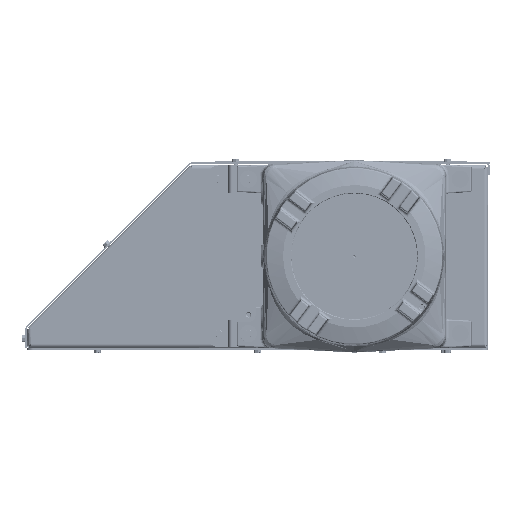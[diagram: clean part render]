
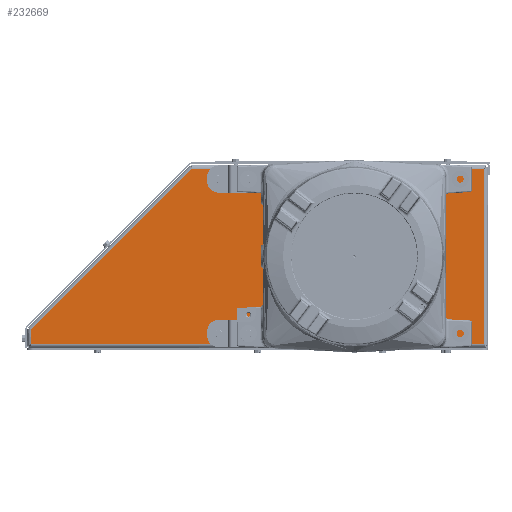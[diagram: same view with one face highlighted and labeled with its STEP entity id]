
A CAD part, left-side view. The second image highlights one B-rep face of the part: STEP entity #232669.
In plain terms, the highlighted planar face has unit normal (-1, 0, 0).
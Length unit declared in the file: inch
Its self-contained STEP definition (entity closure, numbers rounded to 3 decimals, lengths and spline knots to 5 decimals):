
#478 = DIRECTION ( 'NONE',  ( 0., 0., 1. ) ) ;
#1335 = ORIENTED_EDGE ( 'NONE', *, *, #82430, .F. ) ;
#6634 = ORIENTED_EDGE ( 'NONE', *, *, #579805, .T. ) ;
#14601 = CARTESIAN_POINT ( 'NONE',  ( -29.7455, -9.8906, -104.69812 ) ) ;
#18505 = DIRECTION ( 'NONE',  ( 0., 0., -1. ) ) ;
#19447 = LINE ( 'NONE', #401684, #491961 ) ;
#24589 = DIRECTION ( 'NONE',  ( 1., 0., 0. ) ) ;
#31369 = VERTEX_POINT ( 'NONE', #33618 ) ;
#33618 = CARTESIAN_POINT ( 'NONE',  ( -29.7455, 1.71115, -3.20387 ) ) ;
#36340 = CIRCLE ( 'NONE', #499551, 0.6875 ) ;
#37541 = CARTESIAN_POINT ( 'NONE',  ( -29.7455, -6.8153, 2.14238 ) ) ;
#37656 = FACE_OUTER_BOUND ( 'NONE', #462212, .T. ) ;
#43218 = CARTESIAN_POINT ( 'NONE',  ( -29.7455, 1.70993, 3.32988 ) ) ;
#43776 = FACE_BOUND ( 'NONE', #332941, .T. ) ;
#44332 = DIRECTION ( 'NONE',  ( 0., 0., -1. ) ) ;
#46742 = CARTESIAN_POINT ( 'NONE',  ( -29.7455, 1.70993, 3.54613 ) ) ;
#46838 = FACE_BOUND ( 'NONE', #84453, .T. ) ;
#57922 = ORIENTED_EDGE ( 'NONE', *, *, #60115, .T. ) ;
#60115 = EDGE_CURVE ( 'NONE', #317155, #376088, #36340, .T. ) ;
#68271 = CARTESIAN_POINT ( 'NONE',  ( -29.7455, -110.7183, 3.78018 ) ) ;
#75311 = AXIS2_PLACEMENT_3D ( 'NONE', #426649, #513177, #140022 ) ;
#82430 = EDGE_CURVE ( 'NONE', #298091, #583809, #289242, .T. ) ;
#83112 = CARTESIAN_POINT ( 'NONE',  ( -29.7455, 1.71115, -3.42012 ) ) ;
#84453 = EDGE_LOOP ( 'NONE', ( #1335, #320564 ) ) ;
#88434 = ORIENTED_EDGE ( 'NONE', *, *, #348016, .T. ) ;
#106437 = VERTEX_POINT ( 'NONE', #583576 ) ;
#112212 = VERTEX_POINT ( 'NONE', #375256 ) ;
#115997 = DIRECTION ( 'NONE',  ( -1., 0., 0. ) ) ;
#124897 = VERTEX_POINT ( 'NONE', #46742 ) ;
#126924 = EDGE_LOOP ( 'NONE', ( #308168, #589889 ) ) ;
#126983 = VERTEX_POINT ( 'NONE', #138010 ) ;
#132699 = DIRECTION ( 'NONE',  ( 0., 0., -1. ) ) ;
#136349 = CARTESIAN_POINT ( 'NONE',  ( -29.7455, 0., 0. ) ) ;
#137030 = AXIS2_PLACEMENT_3D ( 'NONE', #484330, #299218, #487356 ) ;
#138010 = CARTESIAN_POINT ( 'NONE',  ( -29.7455, 1.70993, 3.11363 ) ) ;
#140022 = DIRECTION ( 'NONE',  ( 0., 0., -1. ) ) ;
#142572 = EDGE_CURVE ( 'NONE', #106437, #509141, #19447, .T. ) ;
#146544 = EDGE_CURVE ( 'NONE', #31369, #176519, #459569, .T. ) ;
#153212 = DIRECTION ( 'NONE',  ( 0., 0., 1. ) ) ;
#157964 = AXIS2_PLACEMENT_3D ( 'NONE', #244425, #438504, #195231 ) ;
#169494 = EDGE_CURVE ( 'NONE', #200187, #106437, #450339, .T. ) ;
#176519 = VERTEX_POINT ( 'NONE', #185962 ) ;
#176603 = FACE_BOUND ( 'NONE', #194483, .T. ) ;
#178016 = ORIENTED_EDGE ( 'NONE', *, *, #146544, .T. ) ;
#179824 = CARTESIAN_POINT ( 'NONE',  ( -29.7455, 1.71115, -3.42012 ) ) ;
#185962 = CARTESIAN_POINT ( 'NONE',  ( -29.7455, 1.71115, -3.63637 ) ) ;
#186409 = LINE ( 'NONE', #327966, #194608 ) ;
#194483 = EDGE_LOOP ( 'NONE', ( #328354, #380357 ) ) ;
#194608 = VECTOR ( 'NONE', #44332, 39.37008 ) ;
#195231 = DIRECTION ( 'NONE',  ( 0., 0., -1. ) ) ;
#200187 = VERTEX_POINT ( 'NONE', #349740 ) ;
#201678 = EDGE_CURVE ( 'NONE', #376088, #317155, #363663, .T. ) ;
#203244 = ORIENTED_EDGE ( 'NONE', *, *, #518355, .T. ) ;
#203324 = EDGE_CURVE ( 'NONE', #583809, #298091, #602244, .T. ) ;
#217085 = CIRCLE ( 'NONE', #443204, 0.21625 ) ;
#218994 = DIRECTION ( 'NONE',  ( 0., 0., -1. ) ) ;
#229158 = DIRECTION ( 'NONE',  ( 1., 0., 0. ) ) ;
#229342 = EDGE_LOOP ( 'NONE', ( #57922, #328539 ) ) ;
#232669 = ADVANCED_FACE ( 'NONE', ( #46838, #176603, #43776, #605054, #558822, #37656 ), #281290, .F. ) ;
#234377 = CARTESIAN_POINT ( 'NONE',  ( -29.7455, -9.8906, -3.87042 ) ) ;
#237868 = AXIS2_PLACEMENT_3D ( 'NONE', #419901, #472374, #478 ) ;
#238548 = AXIS2_PLACEMENT_3D ( 'NONE', #136349, #506475, #555761 ) ;
#244425 = CARTESIAN_POINT ( 'NONE',  ( -29.7455, -6.8153, -1.54512 ) ) ;
#251845 = CARTESIAN_POINT ( 'NONE',  ( -29.7455, -9.2656, 3.15518 ) ) ;
#253604 = VERTEX_POINT ( 'NONE', #459078 ) ;
#263594 = VERTEX_POINT ( 'NONE', #604257 ) ;
#275578 = CARTESIAN_POINT ( 'NONE',  ( -29.7455, -9.2656, 3.08018 ) ) ;
#278745 = LINE ( 'NONE', #327922, #568840 ) ;
#281290 = PLANE ( 'NONE',  #238548 ) ;
#289242 = CIRCLE ( 'NONE', #545409, 0.075 ) ;
#297397 = CIRCLE ( 'NONE', #327325, 0.21625 ) ;
#298091 = VERTEX_POINT ( 'NONE', #321342 ) ;
#299218 = DIRECTION ( 'NONE',  ( 1., 0., 0. ) ) ;
#301380 = LINE ( 'NONE', #14601, #590822 ) ;
#308168 = ORIENTED_EDGE ( 'NONE', *, *, #558267, .T. ) ;
#312385 = CIRCLE ( 'NONE', #332221, 0.21625 ) ;
#317155 = VERTEX_POINT ( 'NONE', #450155 ) ;
#320564 = ORIENTED_EDGE ( 'NONE', *, *, #203324, .F. ) ;
#321342 = CARTESIAN_POINT ( 'NONE',  ( -29.7455, -9.2656, 3.23018 ) ) ;
#327325 = AXIS2_PLACEMENT_3D ( 'NONE', #43218, #465768, #332960 ) ;
#327922 = CARTESIAN_POINT ( 'NONE',  ( -29.7455, 110.7183, -3.87042 ) ) ;
#327966 = CARTESIAN_POINT ( 'NONE',  ( -29.7455, 9.8906, 97.48288 ) ) ;
#328354 = ORIENTED_EDGE ( 'NONE', *, *, #489952, .T. ) ;
#328539 = ORIENTED_EDGE ( 'NONE', *, *, #201678, .T. ) ;
#332221 = AXIS2_PLACEMENT_3D ( 'NONE', #83112, #459242, #218994 ) ;
#332941 = EDGE_LOOP ( 'NONE', ( #6634, #178016 ) ) ;
#332960 = DIRECTION ( 'NONE',  ( 0., 0., -1. ) ) ;
#341159 = CIRCLE ( 'NONE', #75311, 0.6875 ) ;
#348016 = EDGE_CURVE ( 'NONE', #453311, #200187, #301380, .T. ) ;
#349740 = CARTESIAN_POINT ( 'NONE',  ( -29.7455, -9.8906, 3.78018 ) ) ;
#363663 = CIRCLE ( 'NONE', #137030, 0.6875 ) ;
#375256 = CARTESIAN_POINT ( 'NONE',  ( -29.7455, -6.8153, -0.85762 ) ) ;
#375903 = EDGE_CURVE ( 'NONE', #112212, #253604, #341159, .T. ) ;
#376088 = VERTEX_POINT ( 'NONE', #37541 ) ;
#379090 = DIRECTION ( 'NONE',  ( 1., 0., 0. ) ) ;
#380357 = ORIENTED_EDGE ( 'NONE', *, *, #406443, .T. ) ;
#394170 = CARTESIAN_POINT ( 'NONE',  ( -29.7455, 9.8906, -3.24248 ) ) ;
#401684 = CARTESIAN_POINT ( 'NONE',  ( -29.7455, -68.35565, 75.00377 ) ) ;
#406443 = EDGE_CURVE ( 'NONE', #124897, #126983, #297397, .T. ) ;
#419901 = CARTESIAN_POINT ( 'NONE',  ( -29.7455, -9.2656, 3.15518 ) ) ;
#426649 = CARTESIAN_POINT ( 'NONE',  ( -29.7455, -6.8153, -1.54512 ) ) ;
#428127 = ORIENTED_EDGE ( 'NONE', *, *, #169494, .T. ) ;
#438504 = DIRECTION ( 'NONE',  ( 1., 0., 0. ) ) ;
#443204 = AXIS2_PLACEMENT_3D ( 'NONE', #508904, #379090, #132699 ) ;
#447422 = VECTOR ( 'NONE', #499741, 39.37008 ) ;
#448581 = ORIENTED_EDGE ( 'NONE', *, *, #142572, .T. ) ;
#450155 = CARTESIAN_POINT ( 'NONE',  ( -29.7455, -6.8153, 0.76738 ) ) ;
#450339 = LINE ( 'NONE', #68271, #447422 ) ;
#453273 = CIRCLE ( 'NONE', #157964, 0.6875 ) ;
#453311 = VERTEX_POINT ( 'NONE', #234377 ) ;
#459078 = CARTESIAN_POINT ( 'NONE',  ( -29.7455, -6.8153, -2.23262 ) ) ;
#459242 = DIRECTION ( 'NONE',  ( 1., 0., 0. ) ) ;
#459569 = CIRCLE ( 'NONE', #478964, 0.21625 ) ;
#462212 = EDGE_LOOP ( 'NONE', ( #569254, #203244, #88434, #428127, #448581 ) ) ;
#465768 = DIRECTION ( 'NONE',  ( 1., 0., 0. ) ) ;
#472374 = DIRECTION ( 'NONE',  ( -1., 0., 0. ) ) ;
#478964 = AXIS2_PLACEMENT_3D ( 'NONE', #179824, #229158, #552944 ) ;
#484330 = CARTESIAN_POINT ( 'NONE',  ( -29.7455, -6.8153, 1.45488 ) ) ;
#487356 = DIRECTION ( 'NONE',  ( 0., 0., -1. ) ) ;
#489952 = EDGE_CURVE ( 'NONE', #126983, #124897, #217085, .T. ) ;
#491961 = VECTOR ( 'NONE', #537630, 39.37008 ) ;
#499551 = AXIS2_PLACEMENT_3D ( 'NONE', #595055, #24589, #18505 ) ;
#499741 = DIRECTION ( 'NONE',  ( 0., 1., 0. ) ) ;
#506475 = DIRECTION ( 'NONE',  ( 1., 0., 0. ) ) ;
#508904 = CARTESIAN_POINT ( 'NONE',  ( -29.7455, 1.70993, 3.32988 ) ) ;
#509141 = VERTEX_POINT ( 'NONE', #394170 ) ;
#513177 = DIRECTION ( 'NONE',  ( 1., 0., 0. ) ) ;
#516112 = DIRECTION ( 'NONE',  ( 0., -1., 0. ) ) ;
#518355 = EDGE_CURVE ( 'NONE', #263594, #453311, #278745, .T. ) ;
#537630 = DIRECTION ( 'NONE',  ( 0., 0.707, -0.707 ) ) ;
#541878 = DIRECTION ( 'NONE',  ( 0., 0., 1. ) ) ;
#545409 = AXIS2_PLACEMENT_3D ( 'NONE', #251845, #115997, #153212 ) ;
#552944 = DIRECTION ( 'NONE',  ( 0., 0., -1. ) ) ;
#555761 = DIRECTION ( 'NONE',  ( 0., 0., -1. ) ) ;
#558267 = EDGE_CURVE ( 'NONE', #253604, #112212, #453273, .T. ) ;
#558822 = FACE_BOUND ( 'NONE', #126924, .T. ) ;
#568840 = VECTOR ( 'NONE', #516112, 39.37008 ) ;
#569254 = ORIENTED_EDGE ( 'NONE', *, *, #601791, .T. ) ;
#579805 = EDGE_CURVE ( 'NONE', #176519, #31369, #312385, .T. ) ;
#583576 = CARTESIAN_POINT ( 'NONE',  ( -29.7455, 2.86794, 3.78018 ) ) ;
#583809 = VERTEX_POINT ( 'NONE', #275578 ) ;
#589889 = ORIENTED_EDGE ( 'NONE', *, *, #375903, .T. ) ;
#590822 = VECTOR ( 'NONE', #541878, 39.37008 ) ;
#595055 = CARTESIAN_POINT ( 'NONE',  ( -29.7455, -6.8153, 1.45488 ) ) ;
#601791 = EDGE_CURVE ( 'NONE', #509141, #263594, #186409, .T. ) ;
#602244 = CIRCLE ( 'NONE', #237868, 0.075 ) ;
#604257 = CARTESIAN_POINT ( 'NONE',  ( -29.7455, 9.8906, -3.87042 ) ) ;
#605054 = FACE_BOUND ( 'NONE', #229342, .T. ) ;
